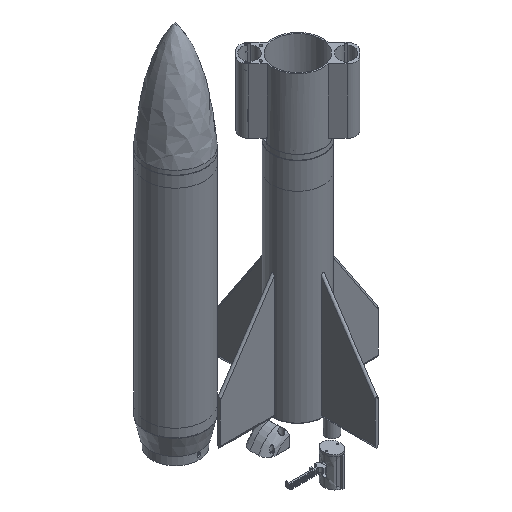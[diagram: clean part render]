
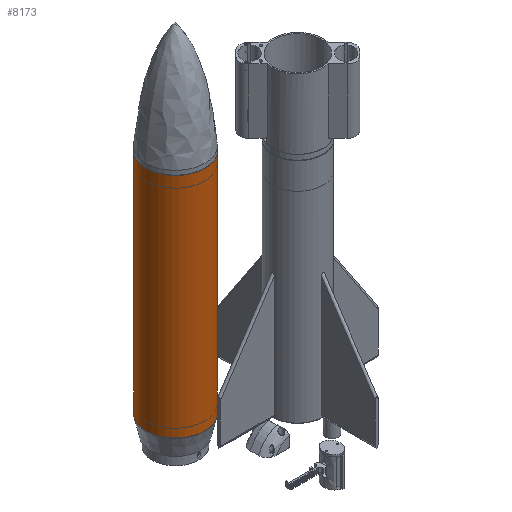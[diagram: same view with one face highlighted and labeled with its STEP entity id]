
A CAD part, isometric view. The second image highlights one B-rep face of the part: STEP entity #8173.
In plain terms, the highlighted cylindrical face has radius 33 mm (diameter 66 mm), a full revolution.
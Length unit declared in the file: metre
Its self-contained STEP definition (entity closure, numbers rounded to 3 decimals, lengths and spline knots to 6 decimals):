
#279=CYLINDRICAL_SURFACE('',#8803,0.033);
#1956=ORIENTED_EDGE('',*,*,#4305,.F.);
#1957=ORIENTED_EDGE('',*,*,#4306,.T.);
#4305=EDGE_CURVE('',#5484,#5484,#6298,.T.);
#4306=EDGE_CURVE('',#5485,#5485,#6299,.T.);
#5484=VERTEX_POINT('',#11931);
#5485=VERTEX_POINT('',#11933);
#6298=CIRCLE('',#8804,0.033);
#6299=CIRCLE('',#8805,0.033);
#6639=EDGE_LOOP('',(#1956));
#6640=EDGE_LOOP('',(#1957));
#7273=FACE_BOUND('',#6639,.T.);
#7274=FACE_BOUND('',#6640,.T.);
#8173=ADVANCED_FACE('',(#7273,#7274),#279,.T.);
#8803=AXIS2_PLACEMENT_3D('',#11929,#9631,#9632);
#8804=AXIS2_PLACEMENT_3D('',#11930,#9633,#9634);
#8805=AXIS2_PLACEMENT_3D('',#11932,#9635,#9636);
#9631=DIRECTION('',(0.,0.,-1.));
#9632=DIRECTION('',(-1.,0.,0.));
#9633=DIRECTION('',(0.,0.,1.));
#9634=DIRECTION('',(1.,0.,0.));
#9635=DIRECTION('',(0.,0.,1.));
#9636=DIRECTION('',(1.,0.,0.));
#11929=CARTESIAN_POINT('',(0.,0.,0.254));
#11930=CARTESIAN_POINT('',(0.,0.,0.254));
#11931=CARTESIAN_POINT('',(0.033,0.,0.254));
#11932=CARTESIAN_POINT('',(0.,0.,0.));
#11933=CARTESIAN_POINT('',(0.033,0.,0.));
